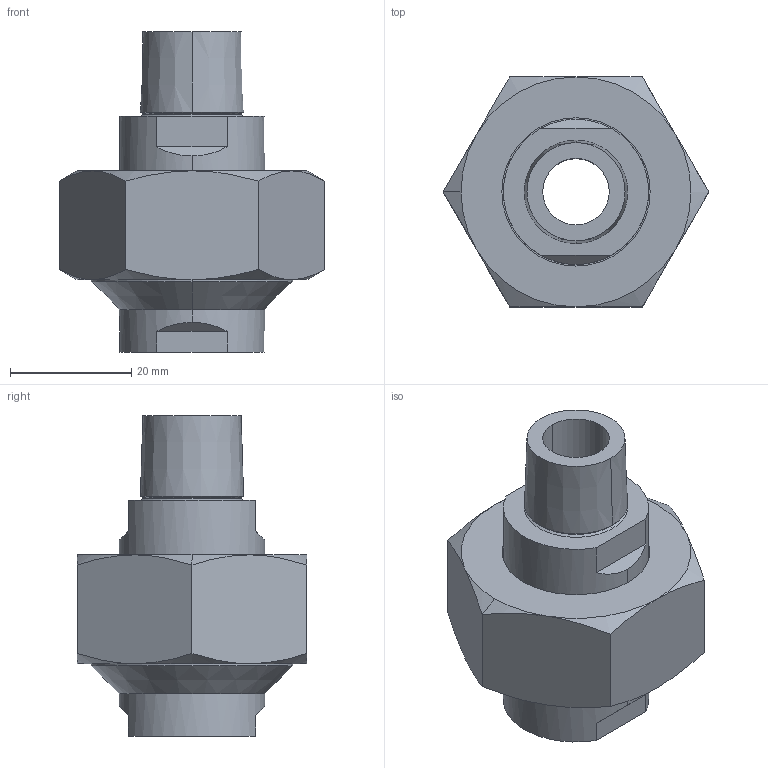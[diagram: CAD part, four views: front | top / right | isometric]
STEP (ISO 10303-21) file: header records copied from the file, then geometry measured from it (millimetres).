
FILE_DESCRIPTION (( 'STEP AP203' ), '1' );
FILE_NAME ('11-2131-03_outokumpu.step', '2015-08-07T11:14:40', ( '' ), ( '' ), 'SwSTEP 2.0', 'SolidWorks 2008', '' );
FILE_SCHEMA (( 'CONFIG_CONTROL_DESIGN' ));
Length unit declared in the file: millimetre
Products named in the file (4): 11-2131-03_outokumpu; nut-13-222-033_outokumpu_nut-13-222-033_outokumpu; case-13-555-065_outokumpu_case-13-555-065_outokumpu; nipple-13-444-003_outokumpu_nipple-13-444-003_outokumpu
Assembly tree (3 placements, depth 2):
  11-2131-03_outokumpu
    case-13-555-065_outokumpu_case-13-555-065_outokumpu
    nut-13-222-033_outokumpu_nut-13-222-033_outokumpu
    nipple-13-444-003_outokumpu_nipple-13-444-003_outokumpu
Bounding box: 43.88 x 38 x 53 mm (x, y, z)
Volume: 26574.3 mm3; surface area: 14612.3 mm2
Topology: 3 solids, 3 shells, 73 faces, 158 edges, 96 vertices
Faces by surface type: cone 28, plane 25, cylinder 16, torus 4
Entity records: 2526 total; most frequent: CARTESIAN_POINT 525, DIRECTION 356, ORIENTED_EDGE 316, EDGE_CURVE 158, AXIS2_PLACEMENT_3D 151, VERTEX_POINT 96, EDGE_LOOP 84, FACE_OUTER_BOUND 73
